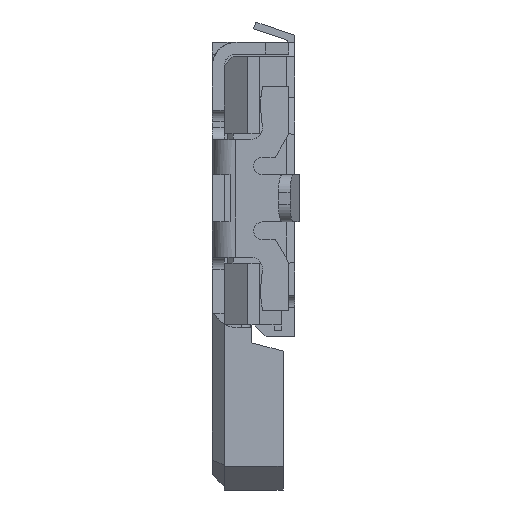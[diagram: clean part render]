
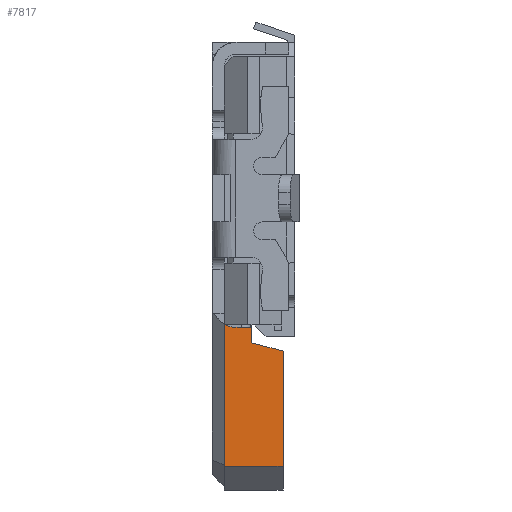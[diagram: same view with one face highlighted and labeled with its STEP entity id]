
A CAD part, left-side view. The second image highlights one B-rep face of the part: STEP entity #7817.
In plain terms, the highlighted planar face has unit normal (-1, 0, 0).
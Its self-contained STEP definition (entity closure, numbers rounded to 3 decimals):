
#242=FACE_OUTER_BOUND('',#650,.T.);
#650=EDGE_LOOP('',(#5650,#5651,#5652,#5653,#5654,#5655));
#1287=LINE('',#11754,#2268);
#1315=LINE('',#11848,#2296);
#1322=LINE('',#11863,#2303);
#1323=LINE('',#11865,#2304);
#1324=LINE('',#11867,#2305);
#1325=LINE('',#11868,#2306);
#2268=VECTOR('',#9424,1000.);
#2296=VECTOR('',#9502,1000.);
#2303=VECTOR('',#9515,1000.);
#2304=VECTOR('',#9516,1000.);
#2305=VECTOR('',#9517,1000.);
#2306=VECTOR('',#9518,1000.);
#3439=VERTEX_POINT('',#11751);
#3440=VERTEX_POINT('',#11753);
#3473=VERTEX_POINT('',#11847);
#3478=VERTEX_POINT('',#11862);
#3479=VERTEX_POINT('',#11864);
#3480=VERTEX_POINT('',#11866);
#4280=EDGE_CURVE('',#3440,#3439,#1287,.T.);
#4325=EDGE_CURVE('',#3473,#3440,#1315,.T.);
#4333=EDGE_CURVE('',#3478,#3439,#1322,.T.);
#4334=EDGE_CURVE('',#3478,#3479,#1323,.T.);
#4335=EDGE_CURVE('',#3480,#3479,#1324,.T.);
#4336=EDGE_CURVE('',#3480,#3473,#1325,.T.);
#5650=ORIENTED_EDGE('',*,*,#4325,.T.);
#5651=ORIENTED_EDGE('',*,*,#4280,.T.);
#5652=ORIENTED_EDGE('',*,*,#4333,.F.);
#5653=ORIENTED_EDGE('',*,*,#4334,.T.);
#5654=ORIENTED_EDGE('',*,*,#4335,.F.);
#5655=ORIENTED_EDGE('',*,*,#4336,.T.);
#7455=PLANE('',#8349);
#7817=ADVANCED_FACE('',(#242),#7455,.T.);
#8349=AXIS2_PLACEMENT_3D('',#11861,#9513,#9514);
#9424=DIRECTION('',(0.,1.,0.));
#9502=DIRECTION('',(0.,0.,1.));
#9513=DIRECTION('center_axis',(-1.,0.,0.));
#9514=DIRECTION('ref_axis',(0.,0.,-1.));
#9515=DIRECTION('',(0.,0.,1.));
#9516=DIRECTION('',(0.,-1.,0.));
#9517=DIRECTION('',(0.,0.,-1.));
#9518=DIRECTION('',(0.,0.967,0.255));
#11751=CARTESIAN_POINT('',(-1.311,0.598,-0.8));
#11753=CARTESIAN_POINT('',(-1.311,0.363,-0.8));
#11754=CARTESIAN_POINT('',(-1.311,0.363,-0.8));
#11847=CARTESIAN_POINT('',(-1.311,0.363,-1.052));
#11848=CARTESIAN_POINT('',(-1.311,0.363,-0.332));
#11861=CARTESIAN_POINT('Origin',(-1.311,0.363,-0.332));
#11862=CARTESIAN_POINT('',(-1.311,0.598,-2.102));
#11863=CARTESIAN_POINT('',(-1.311,0.598,-0.332));
#11864=CARTESIAN_POINT('',(-1.311,0.098,-2.102));
#11865=CARTESIAN_POINT('',(-1.311,0.363,-2.102));
#11866=CARTESIAN_POINT('',(-1.311,0.098,-1.122));
#11867=CARTESIAN_POINT('',(-1.311,0.098,-2.302));
#11868=CARTESIAN_POINT('',(-1.311,0.541,-1.005));
